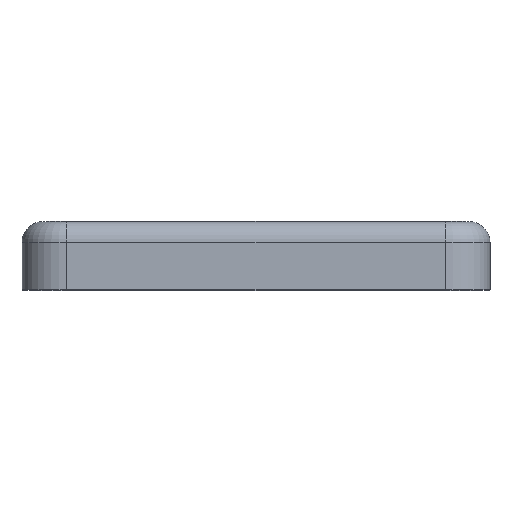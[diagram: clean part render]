
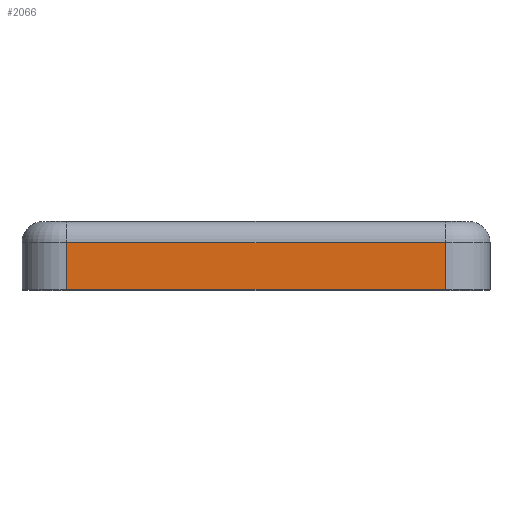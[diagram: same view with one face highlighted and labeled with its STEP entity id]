
A CAD part, top view. The second image highlights one B-rep face of the part: STEP entity #2066.
In plain terms, the highlighted planar face has unit normal (0, 0, 1).
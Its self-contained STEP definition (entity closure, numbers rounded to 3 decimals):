
#80 = ORIENTED_EDGE ( 'NONE', *, *, #737, .F. ) ;
#110 = CARTESIAN_POINT ( 'NONE',  ( -8.05, 0., 10.625 ) ) ;
#222 = DIRECTION ( 'NONE',  ( 0., 0., 1. ) ) ;
#400 = VERTEX_POINT ( 'NONE', #1331 ) ;
#411 = DIRECTION ( 'NONE',  ( 1., 0., 0. ) ) ;
#521 = VECTOR ( 'NONE', #1480, 1000. ) ;
#618 = CARTESIAN_POINT ( 'NONE',  ( -8.05, -2.9, 10.625 ) ) ;
#638 = ORIENTED_EDGE ( 'NONE', *, *, #2239, .T. ) ;
#737 = EDGE_CURVE ( 'NONE', #400, #1842, #1741, .T. ) ;
#826 = DIRECTION ( 'NONE',  ( 1., 0., 0. ) ) ;
#881 = VECTOR ( 'NONE', #1996, 1000. ) ;
#950 = LINE ( 'NONE', #110, #521 ) ;
#1124 = CARTESIAN_POINT ( 'NONE',  ( 8.05, -0.9, 10.625 ) ) ;
#1136 = AXIS2_PLACEMENT_3D ( 'NONE', #2169, #222, #411 ) ;
#1142 = LINE ( 'NONE', #2435, #1728 ) ;
#1148 = EDGE_CURVE ( 'NONE', #1842, #2165, #1142, .T. ) ;
#1331 = CARTESIAN_POINT ( 'NONE',  ( -8.05, -0.9, 10.625 ) ) ;
#1355 = LINE ( 'NONE', #618, #881 ) ;
#1398 = ORIENTED_EDGE ( 'NONE', *, *, #1148, .F. ) ;
#1480 = DIRECTION ( 'NONE',  ( 0., -1., 0. ) ) ;
#1493 = CARTESIAN_POINT ( 'NONE',  ( -8.05, -2.9, 10.625 ) ) ;
#1579 = PLANE ( 'NONE',  #1136 ) ;
#1598 = CARTESIAN_POINT ( 'NONE',  ( 8.05, -2.9, 10.625 ) ) ;
#1728 = VECTOR ( 'NONE', #2039, 1000. ) ;
#1732 = EDGE_LOOP ( 'NONE', ( #638, #1398, #80, #1985 ) ) ;
#1741 = LINE ( 'NONE', #2226, #2137 ) ;
#1756 = EDGE_CURVE ( 'NONE', #400, #2472, #950, .T. ) ;
#1842 = VERTEX_POINT ( 'NONE', #1124 ) ;
#1985 = ORIENTED_EDGE ( 'NONE', *, *, #1756, .T. ) ;
#1996 = DIRECTION ( 'NONE',  ( 1., 0., 0. ) ) ;
#2039 = DIRECTION ( 'NONE',  ( 0., -1., 0. ) ) ;
#2066 = ADVANCED_FACE ( 'NONE', ( #2333 ), #1579, .T. ) ;
#2137 = VECTOR ( 'NONE', #826, 1000. ) ;
#2165 = VERTEX_POINT ( 'NONE', #1598 ) ;
#2169 = CARTESIAN_POINT ( 'NONE',  ( -8.05, 0., 10.625 ) ) ;
#2226 = CARTESIAN_POINT ( 'NONE',  ( -8.05, -0.9, 10.625 ) ) ;
#2239 = EDGE_CURVE ( 'NONE', #2472, #2165, #1355, .T. ) ;
#2333 = FACE_OUTER_BOUND ( 'NONE', #1732, .T. ) ;
#2435 = CARTESIAN_POINT ( 'NONE',  ( 8.05, 0., 10.625 ) ) ;
#2472 = VERTEX_POINT ( 'NONE', #1493 ) ;
